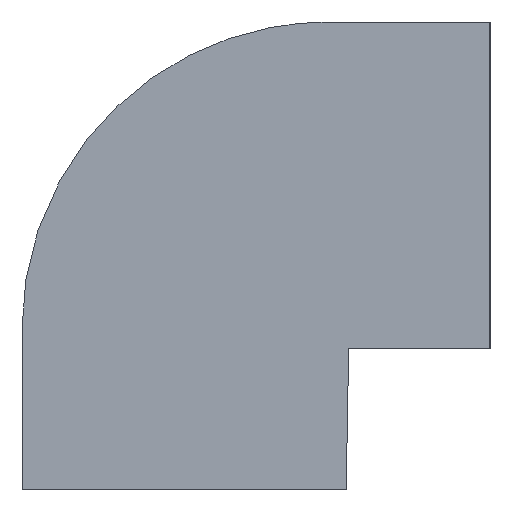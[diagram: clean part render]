
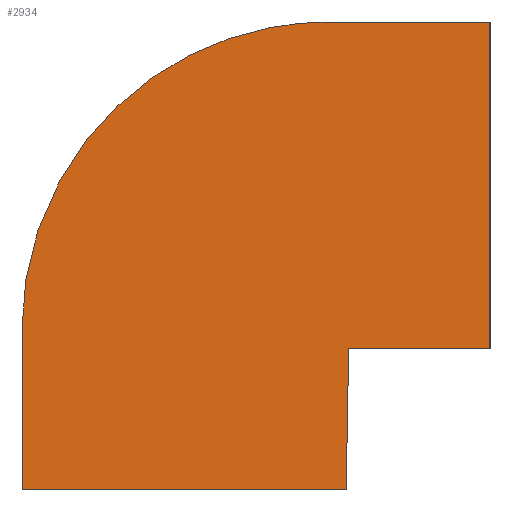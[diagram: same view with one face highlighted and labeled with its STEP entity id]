
A CAD part, left-side view. The second image highlights one B-rep face of the part: STEP entity #2934.
In plain terms, the highlighted planar face has unit normal (-1, 0, 0.018).
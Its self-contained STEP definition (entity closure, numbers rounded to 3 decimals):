
#289 = VECTOR ( 'NONE', #5296, 1000. ) ;
#398 = CARTESIAN_POINT ( 'NONE',  ( -52.456, 59.6, -39. ) ) ;
#688 = DIRECTION ( 'NONE',  ( -1., 0., 0.017 ) ) ;
#1034 = ORIENTED_EDGE ( 'NONE', *, *, #2756, .F. ) ;
#1122 = EDGE_CURVE ( 'NONE', #4360, #7937, #3822, .T. ) ;
#1236 = CARTESIAN_POINT ( 'NONE',  ( -52.057, 59.6, -16.154 ) ) ;
#1378 = VERTEX_POINT ( 'NONE', #6807 ) ;
#1400 = ORIENTED_EDGE ( 'NONE', *, *, #9693, .F. ) ;
#1478 = VECTOR ( 'NONE', #5302, 1000. ) ;
#1479 = VERTEX_POINT ( 'NONE', #10125 ) ;
#1514 = EDGE_CURVE ( 'NONE', #10314, #1378, #1718, .T. ) ;
#1601 = VECTOR ( 'NONE', #8346, 1000. ) ;
#1718 = LINE ( 'NONE', #2640, #3684 ) ;
#1800 = VECTOR ( 'NONE', #2949, 1000. ) ;
#1959 = VECTOR ( 'NONE', #1991, 1000. ) ;
#1991 = DIRECTION ( 'NONE',  ( -0.017, 0.017, -1. ) ) ;
#2086 = CARTESIAN_POINT ( 'NONE',  ( -51.775, 20.6, 0. ) ) ;
#2438 = CARTESIAN_POINT ( 'NONE',  ( -52.815, 18.314, -59.6 ) ) ;
#2520 = CARTESIAN_POINT ( 'NONE',  ( -51.743, 0., 1.807 ) ) ;
#2640 = CARTESIAN_POINT ( 'NONE',  ( -52.815, 18., -59.6 ) ) ;
#2756 = EDGE_CURVE ( 'NONE', #5095, #10314, #6137, .T. ) ;
#2759 = CARTESIAN_POINT ( 'NONE',  ( -52.424, 59.6, -37.181 ) ) ;
#2784 = ORIENTED_EDGE ( 'NONE', *, *, #6241, .F. ) ;
#2934 = ADVANCED_FACE ( 'NONE', ( #3404 ), #5677, .T. ) ;
#2949 = DIRECTION ( 'NONE',  ( 0., 1., 0. ) ) ;
#3222 = EDGE_CURVE ( 'NONE', #7937, #5095, #4055, .T. ) ;
#3404 = FACE_OUTER_BOUND ( 'NONE', #8075, .T. ) ;
#3639 = ORIENTED_EDGE ( 'NONE', *, *, #1122, .F. ) ;
#3644 = ORIENTED_EDGE ( 'NONE', *, *, #3222, .F. ) ;
#3684 = VECTOR ( 'NONE', #6799, 1000. ) ;
#3822 = LINE ( 'NONE', #2520, #1601 ) ;
#4023 = CARTESIAN_POINT ( 'NONE',  ( -51.775, 0., 0. ) ) ;
#4055 = LINE ( 'NONE', #4739, #1800 ) ;
#4360 = VERTEX_POINT ( 'NONE', #6432 ) ;
#4475 = CARTESIAN_POINT ( 'NONE',  ( -51.775, 0., 0. ) ) ;
#4482 = LINE ( 'NONE', #2759, #289 ) ;
#4528 = AXIS2_PLACEMENT_3D ( 'NONE', #4023, #688, #6527 ) ;
#4739 = CARTESIAN_POINT ( 'NONE',  ( -52.501, 18., -41.6 ) ) ;
#5095 = VERTEX_POINT ( 'NONE', #8402 ) ;
#5296 = DIRECTION ( 'NONE',  ( 0.017, 0., 1. ) ) ;
#5302 = DIRECTION ( 'NONE',  ( 0., -1., 0. ) ) ;
#5422 =( BOUNDED_CURVE ( )  B_SPLINE_CURVE ( 3, ( #398, #1236, #7107, #2086 ),
 .UNSPECIFIED., .F., .T. ) 
 B_SPLINE_CURVE_WITH_KNOTS ( ( 4, 4 ),
 ( 1.571, 3.142 ),
 .UNSPECIFIED. ) 
 CURVE ( )  GEOMETRIC_REPRESENTATION_ITEM ( )  RATIONAL_B_SPLINE_CURVE ( ( 1., 0.805, 0.805, 1. ) ) 
 REPRESENTATION_ITEM ( '' )  );
#5677 = PLANE ( 'NONE',  #4528 ) ;
#6137 = LINE ( 'NONE', #7838, #1959 ) ;
#6241 = EDGE_CURVE ( 'NONE', #1378, #6622, #4482, .T. ) ;
#6432 = CARTESIAN_POINT ( 'NONE',  ( -51.775, 0., 0. ) ) ;
#6527 = DIRECTION ( 'NONE',  ( 0.017, 0., 1. ) ) ;
#6622 = VERTEX_POINT ( 'NONE', #8332 ) ;
#6799 = DIRECTION ( 'NONE',  ( 0., 1., 0. ) ) ;
#6807 = CARTESIAN_POINT ( 'NONE',  ( -52.815, 59.6, -59.6 ) ) ;
#7029 = EDGE_CURVE ( 'NONE', #1479, #4360, #7609, .T. ) ;
#7107 = CARTESIAN_POINT ( 'NONE',  ( -51.775, 43.446, 0. ) ) ;
#7609 = LINE ( 'NONE', #4475, #1478 ) ;
#7838 = CARTESIAN_POINT ( 'NONE',  ( -52.469, 17.968, -39.781 ) ) ;
#7937 = VERTEX_POINT ( 'NONE', #10392 ) ;
#8075 = EDGE_LOOP ( 'NONE', ( #8536, #1400, #2784, #10008, #1034, #3644, #3639 ) ) ;
#8332 = CARTESIAN_POINT ( 'NONE',  ( -52.456, 59.6, -39. ) ) ;
#8346 = DIRECTION ( 'NONE',  ( -0.017, 0., -1. ) ) ;
#8402 = CARTESIAN_POINT ( 'NONE',  ( -52.501, 18., -41.6 ) ) ;
#8536 = ORIENTED_EDGE ( 'NONE', *, *, #7029, .F. ) ;
#9693 = EDGE_CURVE ( 'NONE', #6622, #1479, #5422, .T. ) ;
#10008 = ORIENTED_EDGE ( 'NONE', *, *, #1514, .F. ) ;
#10125 = CARTESIAN_POINT ( 'NONE',  ( -51.775, 20.6, 0. ) ) ;
#10314 = VERTEX_POINT ( 'NONE', #2438 ) ;
#10392 = CARTESIAN_POINT ( 'NONE',  ( -52.501, 0., -41.6 ) ) ;
